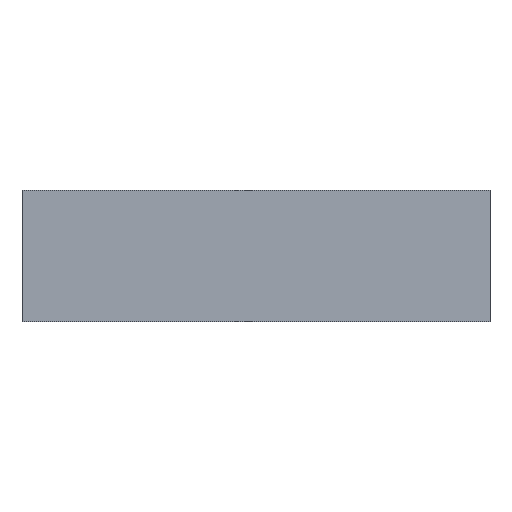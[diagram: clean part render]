
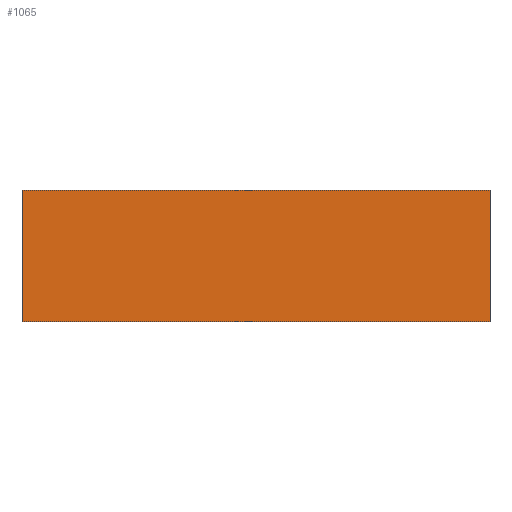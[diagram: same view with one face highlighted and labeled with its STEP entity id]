
A CAD part, top view. The second image highlights one B-rep face of the part: STEP entity #1065.
In plain terms, the highlighted face is planar.
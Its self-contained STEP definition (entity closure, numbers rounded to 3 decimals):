
#950=DIRECTION('',(0.,0.,1.));
#951=VECTOR('',#950,35.);
#952=CARTESIAN_POINT('',(0.,0.2,0.));
#953=LINE('',#952,#951);
#954=DIRECTION('',(-1.,0.,0.));
#955=VECTOR('',#954,125.);
#956=CARTESIAN_POINT('',(125.,0.2,0.));
#957=LINE('',#956,#955);
#958=DIRECTION('',(0.,0.,-1.));
#959=VECTOR('',#958,35.);
#960=CARTESIAN_POINT('',(125.,0.2,35.));
#961=LINE('',#960,#959);
#962=DIRECTION('',(1.,0.,0.));
#963=VECTOR('',#962,125.);
#964=CARTESIAN_POINT('',(0.,0.2,35.));
#965=LINE('',#964,#963);
#974=CARTESIAN_POINT('',(0.,0.2,0.));
#975=CARTESIAN_POINT('',(0.,0.2,35.));
#976=VERTEX_POINT('',#974);
#977=VERTEX_POINT('',#975);
#978=CARTESIAN_POINT('',(125.,0.2,35.));
#979=VERTEX_POINT('',#978);
#980=CARTESIAN_POINT('',(125.,0.2,0.));
#981=VERTEX_POINT('',#980);
#1054=CARTESIAN_POINT('',(0.,0.2,0.));
#1055=DIRECTION('',(0.,1.,0.));
#1056=DIRECTION('',(1.,0.,0.));
#1057=AXIS2_PLACEMENT_3D('',#1054,#1055,#1056);
#1058=PLANE('',#1057);
#1059=ORIENTED_EDGE('',*,*,#1006,.F.);
#1060=ORIENTED_EDGE('',*,*,#1021,.F.);
#1061=ORIENTED_EDGE('',*,*,#1035,.F.);
#1062=ORIENTED_EDGE('',*,*,#1048,.F.);
#1063=EDGE_LOOP('',(#1059,#1060,#1061,#1062));
#1064=FACE_OUTER_BOUND('',#1063,.F.);
#1065=ADVANCED_FACE('',(#1064),#1058,.T.);
#1006=EDGE_CURVE('',#976,#977,#953,.T.);
#1021=EDGE_CURVE('',#981,#976,#957,.T.);
#1035=EDGE_CURVE('',#979,#981,#961,.T.);
#1048=EDGE_CURVE('',#977,#979,#965,.T.);
